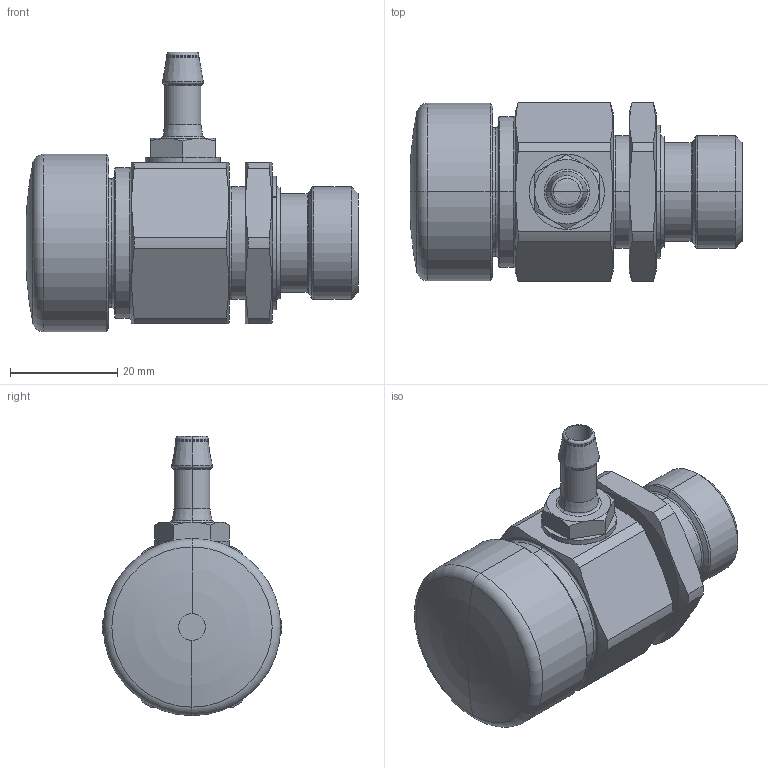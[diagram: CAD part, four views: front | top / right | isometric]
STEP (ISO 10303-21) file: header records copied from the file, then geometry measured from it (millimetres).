
FILE_DESCRIPTION (( 'STEP AP214' ), '1' );
FILE_NAME ('515 RV.STEP', '2015-09-07T08:25:40', ( 'admin' ), ( 'Microsoft' ), 'SwSTEP 2.0', 'SolidWorks 2009', '' );
FILE_SCHEMA (( 'AUTOMOTIVE_DESIGN' ));
Length unit declared in the file: millimetre
Products named in the file (1): 515 RV
Bounding box: 61.8 x 33.49 x 52 mm (x, y, z)
Volume: 37553.6 mm3; surface area: 10413.1 mm2
Topology: 1 solids, 4 shells, 273 faces, 648 edges, 387 vertices
Faces by surface type: cylinder 86, plane 67, cone 63, torus 39, bspline 18
Entity records: 8457 total; most frequent: CARTESIAN_POINT 2387, ORIENTED_EDGE 1284, DIRECTION 1272, EDGE_CURVE 642, AXIS2_PLACEMENT_3D 530, VERTEX_POINT 387, EDGE_LOOP 285, CIRCLE 274
